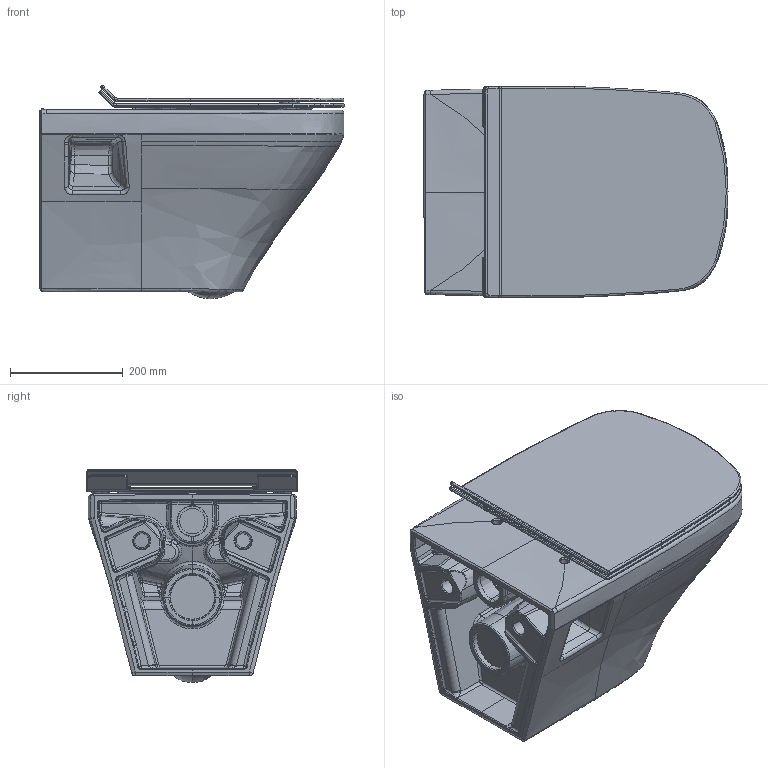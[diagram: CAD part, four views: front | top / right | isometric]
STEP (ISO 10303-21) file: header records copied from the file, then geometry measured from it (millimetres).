
FILE_DESCRIPTION((''),'2;1');
FILE_NAME('254009.stp','2013-10-10T11:00:27',('Administrator'),(''),'Autodesk Inventor 2011','Autodesk Inventor 2011','');
FILE_SCHEMA(('CONFIG_CONTROL_DESIGN'));
Length unit declared in the file: millimetre
Products named in the file (6): 254009; DuraStyle WC-Sitz mittel; Deckel mittel; Sitz mittel; Gummipuffer
Assembly tree (10 placements, depth 3):
  254009
    254009
    DuraStyle WC-Sitz mittel
      Deckel mittel
      Sitz mittel
      Gummipuffer  x6
Bounding box: 540.26 x 374.56 x 378.86 mm (x, y, z)
Volume: 19565628.1 mm3; surface area: 1916282.8 mm2
Topology: 9 solids, 9 shells, 1309 faces, 3052 edges, 1740 vertices
Faces by surface type: bspline 964, cylinder 133, plane 112, torus 72, cone 16, sphere 12
Full cylindrical faces by diameter (mm): 15 x2
Entity records: 238672 total; most frequent: CARTESIAN_POINT 214968, ORIENTED_EDGE 5940, DIRECTION 3060, EDGE_CURVE 2970, VERTEX_POINT 1698, B_SPLINE_CURVE_WITH_KNOTS 1517, EDGE_LOOP 1288, FACE_OUTER_BOUND 1279
